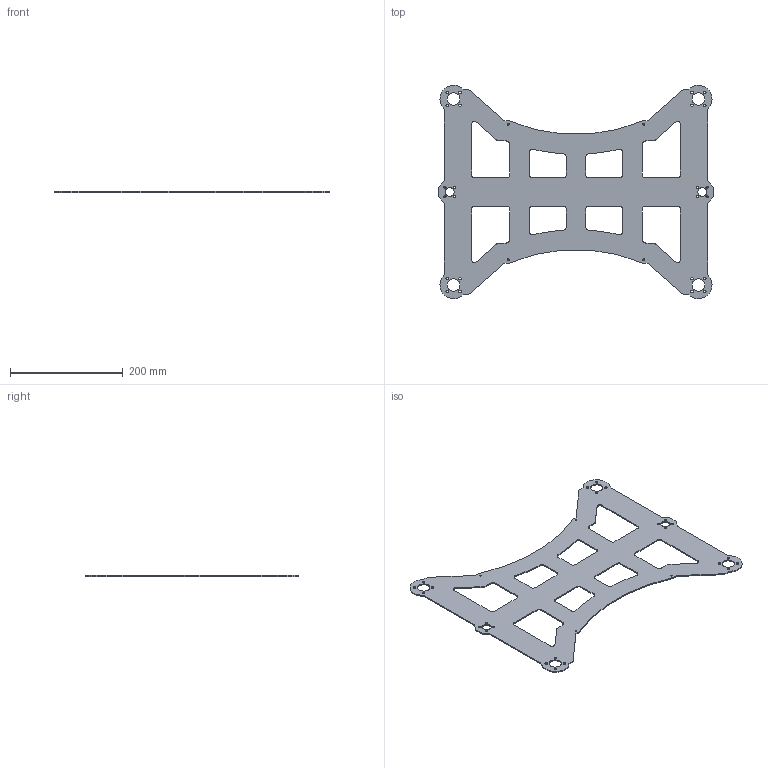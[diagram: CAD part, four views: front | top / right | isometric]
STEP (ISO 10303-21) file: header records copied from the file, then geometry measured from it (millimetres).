
Length unit declared in the file: millimetre
Products named in the file (1): ploc
Bounding box: 486.26 x 378.42 x 2 mm (x, y, z)
Volume: 187528.4 mm3; surface area: 196780.4 mm2
Topology: 1 solids, 1 shells, 148 faces, 438 edges, 292 vertices
Faces by surface type: cylinder 88, plane 60
Full cylindrical faces by diameter (mm): 3 x4, 4 x8, 4.5 x16, 16 x2, 22 x4
Entity records: 5229 total; most frequent: DIRECTION 912, CARTESIAN_POINT 879, ORIENTED_EDGE 876, EDGE_CURVE 438, AXIS2_PLACEMENT_3D 325, VERTEX_POINT 292, LINE 262, VECTOR 262
